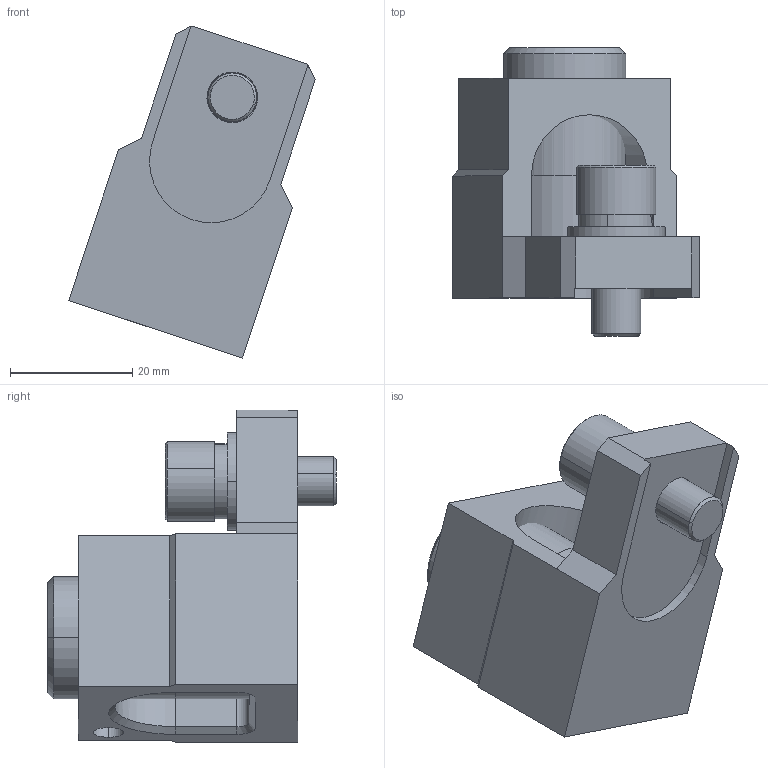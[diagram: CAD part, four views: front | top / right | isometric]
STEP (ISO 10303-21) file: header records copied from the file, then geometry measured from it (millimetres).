
FILE_DESCRIPTION((''),'2;1');
FILE_NAME('MC22-M8_ASM','2021-09-07T08:20:48',('zhxmin'),(''),'CREO PARAMETRIC BY PTC INC, 2018020','CREO PARAMETRIC BY PTC INC, 2018020','');
FILE_SCHEMA(('CONFIG_CONTROL_DESIGN','SHAPE_APPEARANCE_LAYERS_GROUPS'));
Length unit declared in the file: metre
Products named in the file (12): 8-579-137-DUANZI_SOLID_1_1; 8-579-137-DUANZI_QUILT_1_1; 8-579-137-DUANZI_QUILT_2_1; 8-901-064-DUANZI_SOLID_1_1; 8-901-064-DUANZI_QUILT_1_1; M8X20_GB70_SOLID_1_1; M8X20_GB70_QUILT_1_1; D8_GB93_1; D8_GB95_1; 5-574-307-DUANZI1_ASM_1_ASM; NM8-250_00_ASM_1_ASM; MC22-M8_ASM
Assembly tree (11 placements, depth 4):
  MC22-M8_ASM
    NM8-250_00_ASM_1_ASM
      5-574-307-DUANZI1_ASM_1_ASM
        8-579-137-DUANZI_SOLID_1_1
        8-579-137-DUANZI_QUILT_1_1
        8-579-137-DUANZI_QUILT_2_1
        8-901-064-DUANZI_SOLID_1_1
        8-901-064-DUANZI_QUILT_1_1
        M8X20_GB70_SOLID_1_1
        M8X20_GB70_QUILT_1_1
        D8_GB93_1
        D8_GB95_1
Bounding box: 40.39 x 47.3 x 54.37 mm (x, y, z)
Volume: 28827.1 mm3; surface area: 16288.9 mm2
Topology: 5 solids, 9 shells, 124 faces, 290 edges, 181 vertices
Faces by surface type: plane 63, cylinder 36, cone 25
Entity records: 4541 total; most frequent: CARTESIAN_POINT 1074, DIRECTION 679, ORIENTED_EDGE 560, EDGE_CURVE 288, AXIS2_PLACEMENT_3D 266, VERTEX_POINT 181, COLOUR_RGB 176, VECTOR 147
